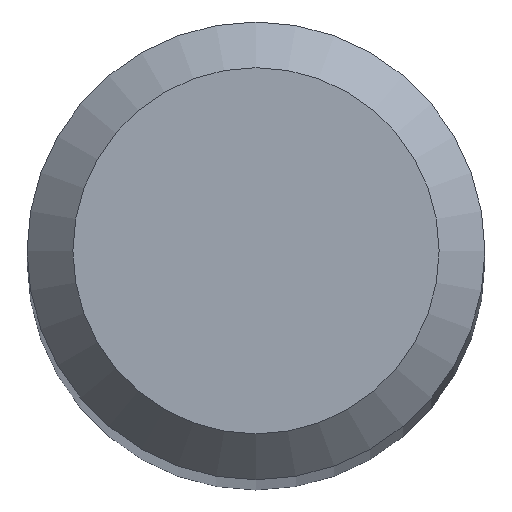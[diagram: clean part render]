
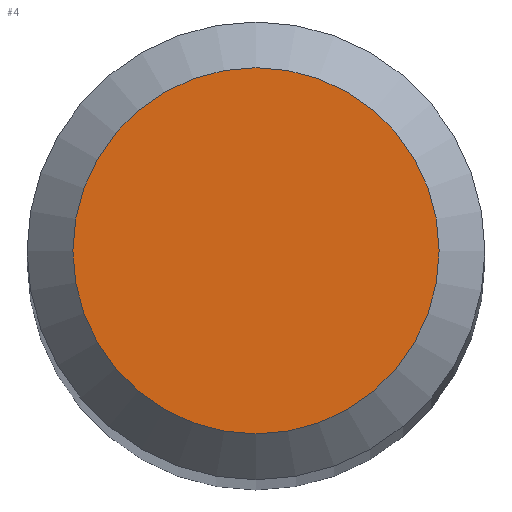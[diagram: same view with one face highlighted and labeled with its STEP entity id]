
A CAD part, top view. The second image highlights one B-rep face of the part: STEP entity #4.
In plain terms, the highlighted planar face has unit normal (0, 0, 1).
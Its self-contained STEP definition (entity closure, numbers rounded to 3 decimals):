
#3 = DIRECTION ( 'NONE',  ( 0., 1., 0. ) ) ;
#4 = ADVANCED_FACE ( 'NONE', ( #175 ), #157, .F. ) ;
#29 = DIRECTION ( 'NONE',  ( 0., 1., 0. ) ) ;
#46 = CARTESIAN_POINT ( 'NONE',  ( 0., 0., 38. ) ) ;
#60 = CIRCLE ( 'NONE', #134, 0.8 ) ;
#62 = EDGE_LOOP ( 'NONE', ( #209 ) ) ;
#134 = AXIS2_PLACEMENT_3D ( 'NONE', #46, #162, #29 ) ;
#141 = CARTESIAN_POINT ( 'NONE',  ( 0., 0., 38. ) ) ;
#142 = AXIS2_PLACEMENT_3D ( 'NONE', #141, #211, #3 ) ;
#157 = PLANE ( 'NONE',  #142 ) ;
#162 = DIRECTION ( 'NONE',  ( 0., 0., -1. ) ) ;
#166 = EDGE_CURVE ( 'NONE', #178, #178, #60, .T. ) ;
#175 = FACE_OUTER_BOUND ( 'NONE', #62, .T. ) ;
#178 = VERTEX_POINT ( 'NONE', #198 ) ;
#198 = CARTESIAN_POINT ( 'NONE',  ( 0., 0.8, 38. ) ) ;
#209 = ORIENTED_EDGE ( 'NONE', *, *, #166, .F. ) ;
#211 = DIRECTION ( 'NONE',  ( 0., 0., -1. ) ) ;
